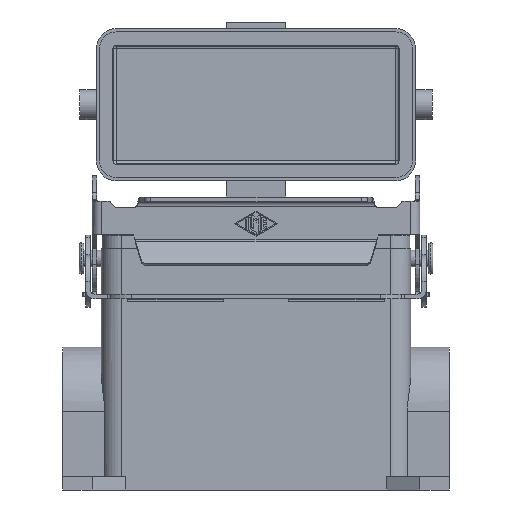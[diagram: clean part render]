
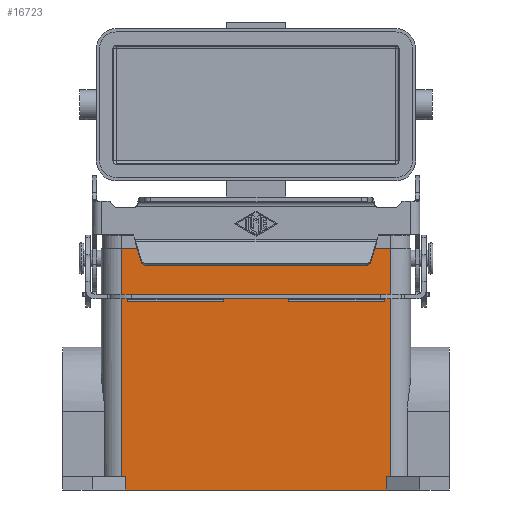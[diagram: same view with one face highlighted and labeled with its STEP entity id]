
A CAD part, front view. The second image highlights one B-rep face of the part: STEP entity #16723.
In plain terms, the highlighted planar face has unit normal (0, -1, 0).
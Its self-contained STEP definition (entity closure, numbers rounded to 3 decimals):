
#16635=CARTESIAN_POINT('',(-39.5,-22.25,-66.0));
#16636=VERTEX_POINT('',#16635);
#16644=CARTESIAN_POINT('',(-39.5,-22.25,-70.0));
#16645=VERTEX_POINT('',#16644);
#16652=CARTESIAN_POINT('',(-39.5,-22.25,-70.0));
#16653=DIRECTION('',(0.0,0.0,1.0));
#16654=VECTOR('',#16653,4.0);
#16655=LINE('',#16652,#16654);
#16656=EDGE_CURVE('',#16645,#16636,#16655,.T.);
#16661=CARTESIAN_POINT('',(39.5,-22.25,-70.0));
#16662=DIRECTION('',(0.0,-1.0,0.0));
#16663=DIRECTION('',(0.0,0.0,-1.0));
#16664=AXIS2_PLACEMENT_3D('',#16661,#16662,#16663);
#16665=PLANE('',#16664);
#16666=ORIENTED_EDGE('',*,*,#16656,.F.);
#16667=CARTESIAN_POINT('',(39.5,-22.25,-70.0));
#16668=VERTEX_POINT('',#16667);
#16669=CARTESIAN_POINT('',(39.5,-22.25,-70.0));
#16670=DIRECTION('',(-1.0,0.0,0.0));
#16671=VECTOR('',#16670,79.0);
#16672=LINE('',#16669,#16671);
#16673=EDGE_CURVE('',#16668,#16645,#16672,.T.);
#16674=ORIENTED_EDGE('',*,*,#16673,.F.);
#16675=CARTESIAN_POINT('',(39.5,-22.25,-66.0));
#16676=VERTEX_POINT('',#16675);
#16677=CARTESIAN_POINT('',(39.5,-22.25,-70.0));
#16678=DIRECTION('',(0.0,0.0,1.0));
#16679=VECTOR('',#16678,4.0);
#16680=LINE('',#16677,#16679);
#16681=EDGE_CURVE('',#16668,#16676,#16680,.T.);
#16682=ORIENTED_EDGE('',*,*,#16681,.T.);
#16683=CARTESIAN_POINT('',(40.75,-22.25,-66.0));
#16684=VERTEX_POINT('',#16683);
#16685=CARTESIAN_POINT('',(40.75,-22.25,-66.0));
#16686=DIRECTION('',(-1.0,0.0,0.0));
#16687=VECTOR('',#16686,1.25);
#16688=LINE('',#16685,#16687);
#16689=EDGE_CURVE('',#16684,#16676,#16688,.T.);
#16690=ORIENTED_EDGE('',*,*,#16689,.F.);
#16691=CARTESIAN_POINT('',(40.75,-22.25,3.));
#16692=VERTEX_POINT('',#16691);
#16693=CARTESIAN_POINT('',(40.75,-22.25,-66.0));
#16694=DIRECTION('',(0.0,0.0,1.0));
#16695=VECTOR('',#16694,69.0);
#16696=LINE('',#16693,#16695);
#16697=EDGE_CURVE('',#16684,#16692,#16696,.T.);
#16698=ORIENTED_EDGE('',*,*,#16697,.T.);
#16699=CARTESIAN_POINT('',(-40.75,-22.25,3.));
#16700=VERTEX_POINT('',#16699);
#16701=CARTESIAN_POINT('',(40.75,-22.25,3.));
#16702=DIRECTION('',(-1.0,0.0,0.0));
#16703=VECTOR('',#16702,81.5);
#16704=LINE('',#16701,#16703);
#16705=EDGE_CURVE('',#16692,#16700,#16704,.T.);
#16706=ORIENTED_EDGE('',*,*,#16705,.T.);
#16707=CARTESIAN_POINT('',(-40.75,-22.25,-66.0));
#16708=VERTEX_POINT('',#16707);
#16709=CARTESIAN_POINT('',(-40.75,-22.25,-66.0));
#16710=DIRECTION('',(0.0,0.0,1.0));
#16711=VECTOR('',#16710,69.0);
#16712=LINE('',#16709,#16711);
#16713=EDGE_CURVE('',#16708,#16700,#16712,.T.);
#16714=ORIENTED_EDGE('',*,*,#16713,.F.);
#16715=CARTESIAN_POINT('',(-39.5,-22.25,-66.0));
#16716=DIRECTION('',(-1.0,0.0,0.0));
#16717=VECTOR('',#16716,1.25);
#16718=LINE('',#16715,#16717);
#16719=EDGE_CURVE('',#16636,#16708,#16718,.T.);
#16720=ORIENTED_EDGE('',*,*,#16719,.F.);
#16721=EDGE_LOOP('',(#16666,#16674,#16682,#16690,#16698,#16706,#16714,#16720));
#16722=FACE_OUTER_BOUND('',#16721,.T.);
#16723=ADVANCED_FACE('',(#16722),#16665,.T.);
